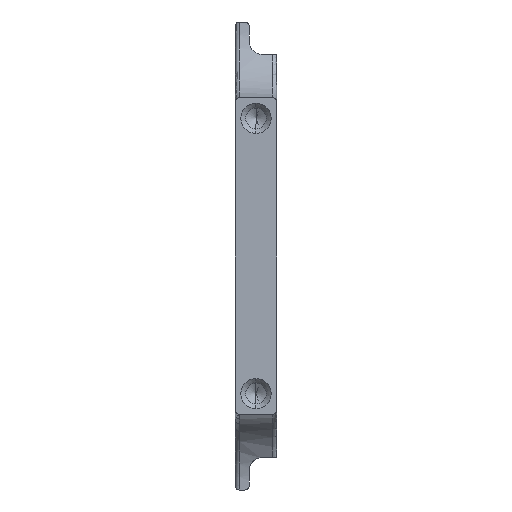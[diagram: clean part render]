
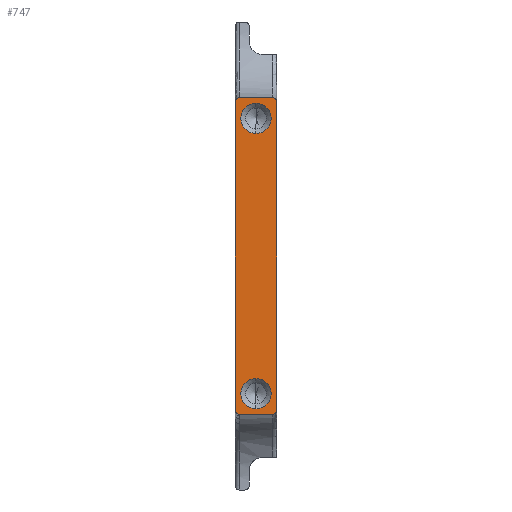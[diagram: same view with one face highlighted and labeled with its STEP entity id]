
A CAD part, left-side view. The second image highlights one B-rep face of the part: STEP entity #747.
In plain terms, the highlighted planar face has unit normal (-1, 0, 0).
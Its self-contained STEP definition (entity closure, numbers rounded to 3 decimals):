
#46 = DIRECTION ( 'NONE',  ( 0., 0., 1. ) ) ;
#60 = VERTEX_POINT ( 'NONE', #399 ) ;
#71 = CARTESIAN_POINT ( 'NONE',  ( -40., -3., 22.4 ) ) ;
#220 = DIRECTION ( 'NONE',  ( 0., 0., 1. ) ) ;
#237 = VERTEX_POINT ( 'NONE', #5184 ) ;
#314 = AXIS2_PLACEMENT_3D ( 'NONE', #5194, #6226, #551 ) ;
#399 = CARTESIAN_POINT ( 'NONE',  ( -40., 2.4, 23. ) ) ;
#500 = CARTESIAN_POINT ( 'NONE',  ( -40., 3., 34. ) ) ;
#551 = DIRECTION ( 'NONE',  ( 0., 0., 1. ) ) ;
#563 = VERTEX_POINT ( 'NONE', #3086 ) ;
#581 = AXIS2_PLACEMENT_3D ( 'NONE', #1694, #1713, #5329 ) ;
#655 = VECTOR ( 'NONE', #3079, 1000. ) ;
#667 = ORIENTED_EDGE ( 'NONE', *, *, #3706, .T. ) ;
#672 = CARTESIAN_POINT ( 'NONE',  ( -40., 0., 20. ) ) ;
#717 = CIRCLE ( 'NONE', #581, 0.6 ) ;
#747 = ADVANCED_FACE ( 'NONE', ( #2065, #6119, #5212 ), #5731, .T. ) ;
#848 = EDGE_CURVE ( 'NONE', #60, #3325, #717, .T. ) ;
#863 = CARTESIAN_POINT ( 'NONE',  ( -40., -3., -22.4 ) ) ;
#881 = AXIS2_PLACEMENT_3D ( 'NONE', #5309, #5840, #5860 ) ;
#889 = EDGE_LOOP ( 'NONE', ( #5786, #2139 ) ) ;
#965 = CIRCLE ( 'NONE', #2748, 0.6 ) ;
#986 = EDGE_CURVE ( 'NONE', #2726, #3325, #1722, .T. ) ;
#1059 = AXIS2_PLACEMENT_3D ( 'NONE', #672, #2174, #46 ) ;
#1143 = CARTESIAN_POINT ( 'NONE',  ( -40., 0., 20. ) ) ;
#1150 = EDGE_CURVE ( 'NONE', #563, #1392, #3517, .T. ) ;
#1183 = ORIENTED_EDGE ( 'NONE', *, *, #4792, .T. ) ;
#1200 = DIRECTION ( 'NONE',  ( -1., 0., 0. ) ) ;
#1258 = CARTESIAN_POINT ( 'NONE',  ( -40., 0., -20. ) ) ;
#1306 = CARTESIAN_POINT ( 'NONE',  ( -40., 0., -17.8 ) ) ;
#1365 = DIRECTION ( 'NONE',  ( 0., 1., 0. ) ) ;
#1392 = VERTEX_POINT ( 'NONE', #1806 ) ;
#1417 = DIRECTION ( 'NONE',  ( 0., 0., 1. ) ) ;
#1542 = ORIENTED_EDGE ( 'NONE', *, *, #2689, .T. ) ;
#1591 = ORIENTED_EDGE ( 'NONE', *, *, #848, .T. ) ;
#1608 = CARTESIAN_POINT ( 'NONE',  ( -40., 3., -22.4 ) ) ;
#1621 = ORIENTED_EDGE ( 'NONE', *, *, #6026, .F. ) ;
#1694 = CARTESIAN_POINT ( 'NONE',  ( -40., 2.4, 22.4 ) ) ;
#1713 = DIRECTION ( 'NONE',  ( -1., 0., 0. ) ) ;
#1722 = LINE ( 'NONE', #500, #3823 ) ;
#1740 = VERTEX_POINT ( 'NONE', #71 ) ;
#1763 = CIRCLE ( 'NONE', #881, 0.6 ) ;
#1806 = CARTESIAN_POINT ( 'NONE',  ( -40., 0., 17.8 ) ) ;
#2065 = FACE_BOUND ( 'NONE', #6181, .T. ) ;
#2139 = ORIENTED_EDGE ( 'NONE', *, *, #5002, .T. ) ;
#2174 = DIRECTION ( 'NONE',  ( 1., 0., 0. ) ) ;
#2180 = AXIS2_PLACEMENT_3D ( 'NONE', #2694, #1200, #6386 ) ;
#2459 = CARTESIAN_POINT ( 'NONE',  ( -40., -2.4, 22.4 ) ) ;
#2568 = VECTOR ( 'NONE', #4040, 1000. ) ;
#2643 = LINE ( 'NONE', #4472, #2568 ) ;
#2689 = EDGE_CURVE ( 'NONE', #6428, #5063, #3656, .T. ) ;
#2694 = CARTESIAN_POINT ( 'NONE',  ( -40., -3., 34. ) ) ;
#2726 = VERTEX_POINT ( 'NONE', #1608 ) ;
#2748 = AXIS2_PLACEMENT_3D ( 'NONE', #5318, #2790, #3780 ) ;
#2790 = DIRECTION ( 'NONE',  ( -1., 0., 0. ) ) ;
#2830 = ORIENTED_EDGE ( 'NONE', *, *, #3495, .T. ) ;
#2905 = LINE ( 'NONE', #5131, #655 ) ;
#2993 = ORIENTED_EDGE ( 'NONE', *, *, #3790, .F. ) ;
#3079 = DIRECTION ( 'NONE',  ( 0., 0., 1. ) ) ;
#3086 = CARTESIAN_POINT ( 'NONE',  ( -40., 0., 22.2 ) ) ;
#3116 = CARTESIAN_POINT ( 'NONE',  ( -40., -2.4, 23. ) ) ;
#3219 = ORIENTED_EDGE ( 'NONE', *, *, #4561, .T. ) ;
#3315 = VECTOR ( 'NONE', #1365, 1000. ) ;
#3325 = VERTEX_POINT ( 'NONE', #4575 ) ;
#3337 = VERTEX_POINT ( 'NONE', #3116 ) ;
#3388 = LINE ( 'NONE', #3885, #3315 ) ;
#3401 = CIRCLE ( 'NONE', #3815, 2.2 ) ;
#3495 = EDGE_CURVE ( 'NONE', #5063, #6428, #3401, .T. ) ;
#3512 = CARTESIAN_POINT ( 'NONE',  ( -40., 0., -22.2 ) ) ;
#3517 = CIRCLE ( 'NONE', #3654, 2.2 ) ;
#3654 = AXIS2_PLACEMENT_3D ( 'NONE', #1143, #5200, #5162 ) ;
#3656 = CIRCLE ( 'NONE', #314, 2.2 ) ;
#3674 = EDGE_LOOP ( 'NONE', ( #1621, #1591, #4982, #4066, #2993, #1183, #667, #3219 ) ) ;
#3706 = EDGE_CURVE ( 'NONE', #3759, #1740, #2905, .T. ) ;
#3759 = VERTEX_POINT ( 'NONE', #863 ) ;
#3780 = DIRECTION ( 'NONE',  ( 0., 0., 1. ) ) ;
#3790 = EDGE_CURVE ( 'NONE', #237, #4646, #3388, .T. ) ;
#3815 = AXIS2_PLACEMENT_3D ( 'NONE', #1258, #4961, #220 ) ;
#3823 = VECTOR ( 'NONE', #6123, 1000. ) ;
#3885 = CARTESIAN_POINT ( 'NONE',  ( -40., -3., -23. ) ) ;
#4025 = CIRCLE ( 'NONE', #1059, 2.2 ) ;
#4040 = DIRECTION ( 'NONE',  ( 0., -1., 0. ) ) ;
#4066 = ORIENTED_EDGE ( 'NONE', *, *, #4605, .T. ) ;
#4472 = CARTESIAN_POINT ( 'NONE',  ( -40., -3., 23. ) ) ;
#4507 = DIRECTION ( 'NONE',  ( -1., 0., 0. ) ) ;
#4561 = EDGE_CURVE ( 'NONE', #1740, #3337, #6481, .T. ) ;
#4575 = CARTESIAN_POINT ( 'NONE',  ( -40., 3., 22.4 ) ) ;
#4605 = EDGE_CURVE ( 'NONE', #2726, #4646, #965, .T. ) ;
#4646 = VERTEX_POINT ( 'NONE', #4895 ) ;
#4792 = EDGE_CURVE ( 'NONE', #237, #3759, #1763, .T. ) ;
#4895 = CARTESIAN_POINT ( 'NONE',  ( -40., 2.4, -23. ) ) ;
#4961 = DIRECTION ( 'NONE',  ( 1., 0., 0. ) ) ;
#4982 = ORIENTED_EDGE ( 'NONE', *, *, #986, .F. ) ;
#5002 = EDGE_CURVE ( 'NONE', #1392, #563, #4025, .T. ) ;
#5063 = VERTEX_POINT ( 'NONE', #3512 ) ;
#5131 = CARTESIAN_POINT ( 'NONE',  ( -40., -3., 34. ) ) ;
#5162 = DIRECTION ( 'NONE',  ( 0., 0., 1. ) ) ;
#5184 = CARTESIAN_POINT ( 'NONE',  ( -40., -2.4, -23. ) ) ;
#5194 = CARTESIAN_POINT ( 'NONE',  ( -40., 0., -20. ) ) ;
#5200 = DIRECTION ( 'NONE',  ( 1., 0., 0. ) ) ;
#5212 = FACE_OUTER_BOUND ( 'NONE', #3674, .T. ) ;
#5309 = CARTESIAN_POINT ( 'NONE',  ( -40., -2.4, -22.4 ) ) ;
#5318 = CARTESIAN_POINT ( 'NONE',  ( -40., 2.4, -22.4 ) ) ;
#5329 = DIRECTION ( 'NONE',  ( 0., 0., 1. ) ) ;
#5731 = PLANE ( 'NONE',  #2180 ) ;
#5786 = ORIENTED_EDGE ( 'NONE', *, *, #1150, .T. ) ;
#5840 = DIRECTION ( 'NONE',  ( -1., 0., 0. ) ) ;
#5860 = DIRECTION ( 'NONE',  ( 0., 0., 1. ) ) ;
#5998 = AXIS2_PLACEMENT_3D ( 'NONE', #2459, #4507, #1417 ) ;
#6026 = EDGE_CURVE ( 'NONE', #60, #3337, #2643, .T. ) ;
#6119 = FACE_BOUND ( 'NONE', #889, .T. ) ;
#6123 = DIRECTION ( 'NONE',  ( 0., 0., 1. ) ) ;
#6181 = EDGE_LOOP ( 'NONE', ( #1542, #2830 ) ) ;
#6226 = DIRECTION ( 'NONE',  ( 1., 0., 0. ) ) ;
#6386 = DIRECTION ( 'NONE',  ( 0., 0., 1. ) ) ;
#6428 = VERTEX_POINT ( 'NONE', #1306 ) ;
#6481 = CIRCLE ( 'NONE', #5998, 0.6 ) ;
